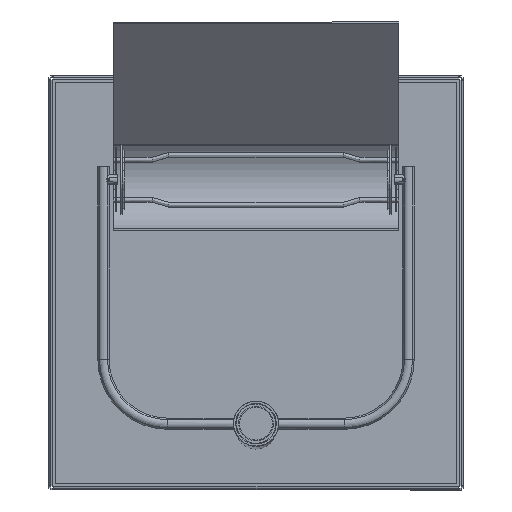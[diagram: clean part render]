
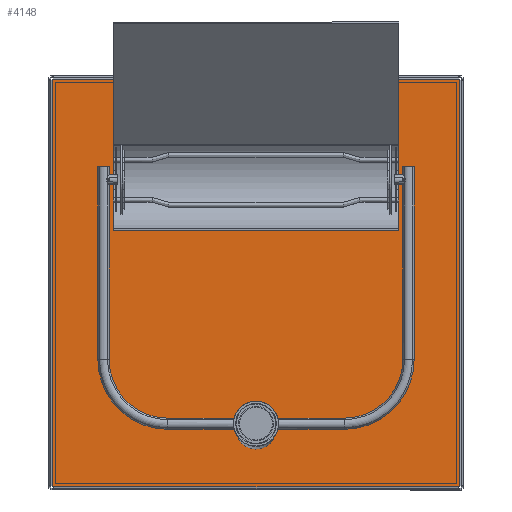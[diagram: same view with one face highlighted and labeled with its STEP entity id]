
A CAD part, top view. The second image highlights one B-rep face of the part: STEP entity #4148.
In plain terms, the highlighted planar face has unit normal (0, 0, 1).
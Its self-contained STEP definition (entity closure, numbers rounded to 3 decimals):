
#253=FACE_BOUND('',#833,.T.);
#351=PLANE('',#4745);
#554=FACE_OUTER_BOUND('',#832,.T.);
#832=EDGE_LOOP('',(#3547,#3548,#3549,#3550,#3551,#3552,#3553,#3554));
#833=EDGE_LOOP('',(#3555));
#1158=LINE('',#7419,#1473);
#1159=LINE('',#7423,#1474);
#1160=LINE('',#7427,#1475);
#1161=LINE('',#7430,#1476);
#1473=VECTOR('',#5800,10.);
#1474=VECTOR('',#5803,10.);
#1475=VECTOR('',#5806,10.);
#1476=VECTOR('',#5809,10.);
#1671=CIRCLE('',#4714,4.25);
#1678=CIRCLE('',#4743,2.);
#1680=CIRCLE('',#4746,2.);
#1681=CIRCLE('',#4747,2.);
#1682=CIRCLE('',#4748,2.);
#1964=VERTEX_POINT('',#7221);
#2026=VERTEX_POINT('',#7394);
#2027=VERTEX_POINT('',#7399);
#2031=VERTEX_POINT('',#7418);
#2032=VERTEX_POINT('',#7420);
#2033=VERTEX_POINT('',#7422);
#2034=VERTEX_POINT('',#7424);
#2035=VERTEX_POINT('',#7426);
#2036=VERTEX_POINT('',#7428);
#2479=EDGE_CURVE('',#1964,#1964,#1671,.T.);
#2557=EDGE_CURVE('',#2027,#2026,#1678,.T.);
#2562=EDGE_CURVE('',#2026,#2031,#1158,.T.);
#2563=EDGE_CURVE('',#2031,#2032,#1680,.T.);
#2564=EDGE_CURVE('',#2032,#2033,#1159,.T.);
#2565=EDGE_CURVE('',#2033,#2034,#1681,.T.);
#2566=EDGE_CURVE('',#2034,#2035,#1160,.T.);
#2567=EDGE_CURVE('',#2035,#2036,#1682,.T.);
#2568=EDGE_CURVE('',#2036,#2027,#1161,.T.);
#3547=ORIENTED_EDGE('',*,*,#2557,.T.);
#3548=ORIENTED_EDGE('',*,*,#2562,.T.);
#3549=ORIENTED_EDGE('',*,*,#2563,.T.);
#3550=ORIENTED_EDGE('',*,*,#2564,.T.);
#3551=ORIENTED_EDGE('',*,*,#2565,.T.);
#3552=ORIENTED_EDGE('',*,*,#2566,.T.);
#3553=ORIENTED_EDGE('',*,*,#2567,.T.);
#3554=ORIENTED_EDGE('',*,*,#2568,.T.);
#3555=ORIENTED_EDGE('',*,*,#2479,.T.);
#4148=ADVANCED_FACE('',(#554,#253),#351,.T.);
#4714=AXIS2_PLACEMENT_3D('',#7222,#5670,#5671);
#4743=AXIS2_PLACEMENT_3D('',#7400,#5794,#5795);
#4745=AXIS2_PLACEMENT_3D('',#7417,#5798,#5799);
#4746=AXIS2_PLACEMENT_3D('',#7421,#5801,#5802);
#4747=AXIS2_PLACEMENT_3D('',#7425,#5804,#5805);
#4748=AXIS2_PLACEMENT_3D('',#7429,#5807,#5808);
#5670=DIRECTION('center_axis',(0.,0.,-1.));
#5671=DIRECTION('ref_axis',(-1.,0.,0.));
#5794=DIRECTION('center_axis',(0.,0.,-1.));
#5795=DIRECTION('ref_axis',(-1.,0.,0.));
#5798=DIRECTION('center_axis',(0.,0.,1.));
#5799=DIRECTION('ref_axis',(1.,0.,0.));
#5800=DIRECTION('',(-1.,0.,0.));
#5801=DIRECTION('center_axis',(0.,0.,-1.));
#5802=DIRECTION('ref_axis',(-1.,0.,0.));
#5803=DIRECTION('',(0.,-1.,0.));
#5804=DIRECTION('center_axis',(0.,0.,-1.));
#5805=DIRECTION('ref_axis',(-1.,0.,0.));
#5806=DIRECTION('',(1.,0.,0.));
#5807=DIRECTION('center_axis',(0.,0.,-1.));
#5808=DIRECTION('ref_axis',(-1.,0.,0.));
#5809=DIRECTION('',(0.,1.,0.));
#7221=CARTESIAN_POINT('',(4.25,-91.,1.));
#7222=CARTESIAN_POINT('Origin',(0.,-91.,1.));
#7394=CARTESIAN_POINT('',(126.481,127.,1.));
#7399=CARTESIAN_POINT('',(127.,126.481,1.));
#7400=CARTESIAN_POINT('Origin',(128.131,128.131,1.));
#7417=CARTESIAN_POINT('Origin',(0.,0.,1.));
#7418=CARTESIAN_POINT('',(-126.481,127.,1.));
#7419=CARTESIAN_POINT('',(64.5,127.,1.));
#7420=CARTESIAN_POINT('',(-127.,126.481,1.));
#7421=CARTESIAN_POINT('Origin',(-128.131,128.131,1.));
#7422=CARTESIAN_POINT('',(-127.,-126.481,1.));
#7423=CARTESIAN_POINT('',(-127.,63.5,1.));
#7424=CARTESIAN_POINT('',(-126.481,-127.,1.));
#7425=CARTESIAN_POINT('Origin',(-128.131,-128.131,1.));
#7426=CARTESIAN_POINT('',(126.481,-127.,1.));
#7427=CARTESIAN_POINT('',(-63.5,-127.,1.));
#7428=CARTESIAN_POINT('',(127.,-126.481,1.));
#7429=CARTESIAN_POINT('Origin',(128.131,-128.131,1.));
#7430=CARTESIAN_POINT('',(127.,-63.5,1.));
